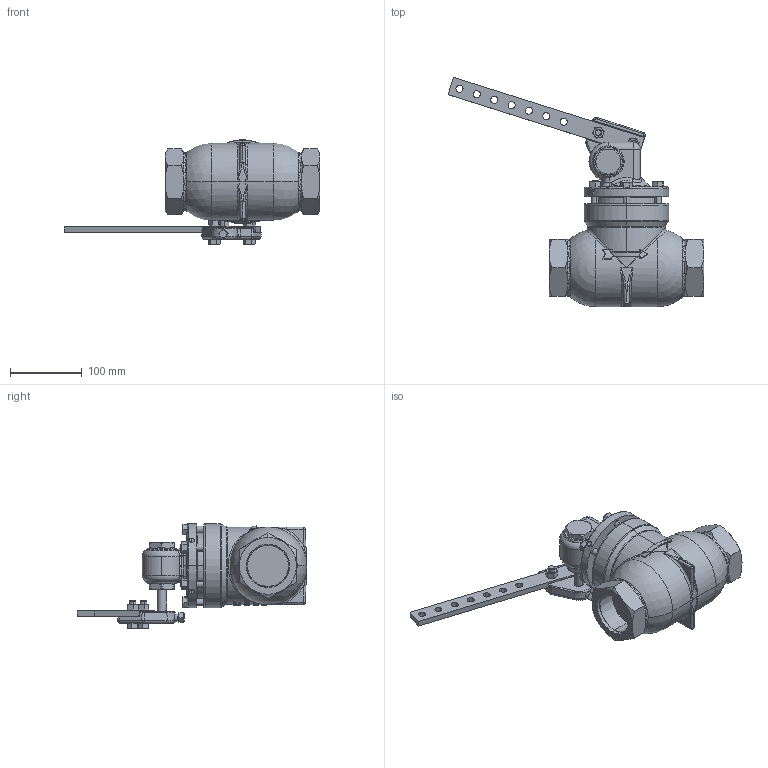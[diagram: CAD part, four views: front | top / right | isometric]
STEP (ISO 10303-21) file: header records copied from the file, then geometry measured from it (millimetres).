
FILE_DESCRIPTION (( 'STEP AP214' ), '1' );
FILE_NAME ('DLP2SATDFLS-CGU.STEP', '2024-01-30T15:52:04', ( '' ), ( '' ), 'SwSTEP 2.0', 'SolidWorks 2019', '' );
FILE_SCHEMA (( 'AUTOMOTIVE_DESIGN' ));
Length unit declared in the file: inch
Products named in the file (1): DLP2SATDFLS-CGU
Bounding box: 356.9 x 319.86 x 145.87 mm (x, y, z)
Volume: 2505173.5 mm3; surface area: 183915 mm2
Topology: 1 solids, 1 shells, 1444 faces, 3761 edges, 2341 vertices
Faces by surface type: plane 561, bspline 301, cylinder 272, cone 201, torus 75, sphere 34
Entity records: 70418 total; most frequent: CARTESIAN_POINT 30623, ORIENTED_EDGE 7414, DIRECTION 5583, EDGE_CURVE 3707, VERTEX_POINT 2335, AXIS2_PLACEMENT_3D 2073, EDGE_LOOP 1548, ADVANCED_FACE 1444
